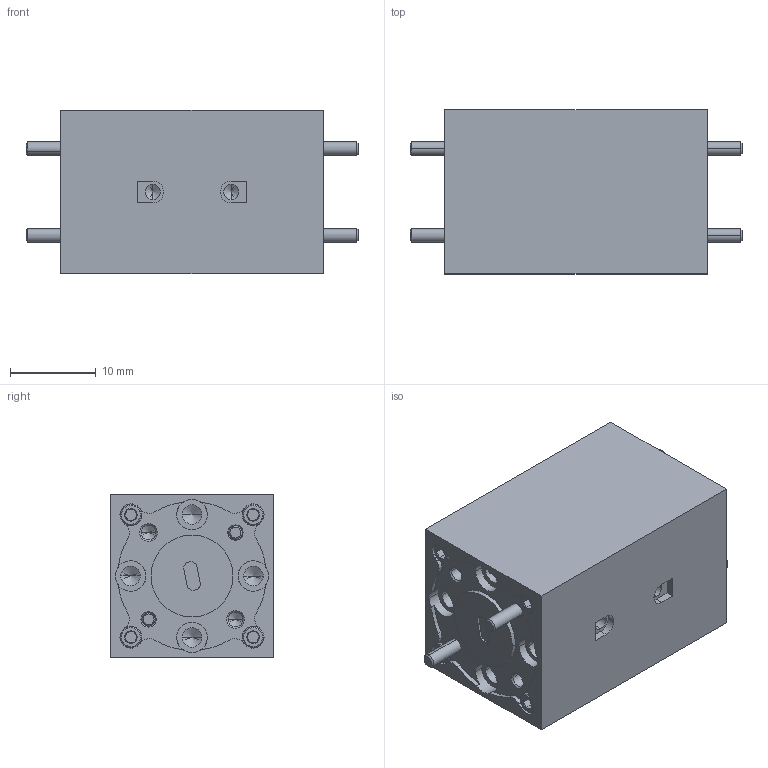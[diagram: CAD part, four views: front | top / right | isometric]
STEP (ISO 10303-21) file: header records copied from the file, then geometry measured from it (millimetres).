
FILE_DESCRIPTION (( 'STEP AP203' ), '1' );
FILE_NAME ('STF-12-S1-C.STEP', '2023-05-09T23:09:45', ( '' ), ( '' ), 'SwSTEP 2.0', 'SolidWorks 2021', '' );
FILE_SCHEMA (( 'CONFIG_CONTROL_DESIGN' ));
Length unit declared in the file: inch
Products named in the file (1): STF-12-S1-C
Bounding box: 38.61 x 19.05 x 19.05 mm (x, y, z)
Volume: 10626.4 mm3; surface area: 4118.7 mm2
Topology: 13 solids, 13 shells, 465 faces, 1049 edges, 616 vertices
Faces by surface type: cylinder 161, cone 156, plane 148
Entity records: 12912 total; most frequent: CARTESIAN_POINT 2407, DIRECTION 2363, ORIENTED_EDGE 2026, EDGE_CURVE 1013, AXIS2_PLACEMENT_3D 940, VERTEX_POINT 616, EDGE_LOOP 507, VECTOR 483
